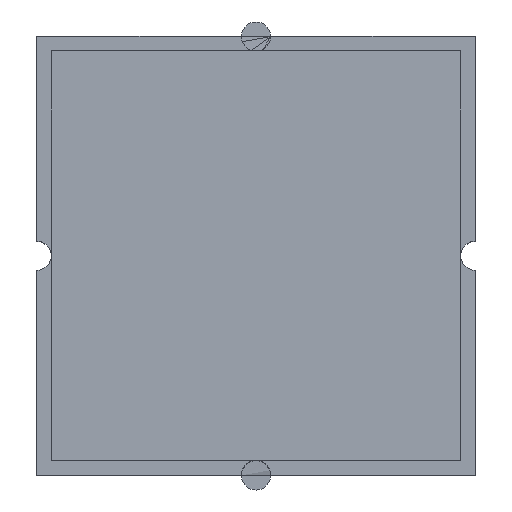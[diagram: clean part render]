
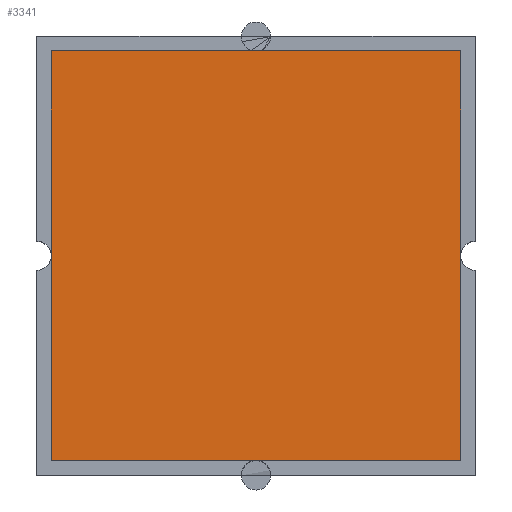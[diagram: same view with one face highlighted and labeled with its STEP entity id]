
A CAD part, top view. The second image highlights one B-rep face of the part: STEP entity #3341.
In plain terms, the highlighted planar face has unit normal (0, 0, 1).
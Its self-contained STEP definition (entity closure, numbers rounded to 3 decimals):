
#533 = PLANE('',#534);
#534 = AXIS2_PLACEMENT_3D('',#535,#536,#537);
#535 = CARTESIAN_POINT('',(1.4,-1.4,1.));
#536 = DIRECTION('',(0.,-1.,0.));
#537 = DIRECTION('',(-1.,0.,0.));
#559 = PLANE('',#560);
#560 = AXIS2_PLACEMENT_3D('',#561,#562,#563);
#561 = CARTESIAN_POINT('',(-1.4,-1.4,1.));
#562 = DIRECTION('',(-1.,0.,0.));
#563 = DIRECTION('',(0.,1.,0.));
#1330 = PLANE('',#1331);
#1331 = AXIS2_PLACEMENT_3D('',#1332,#1333,#1334);
#1332 = CARTESIAN_POINT('',(-1.4,1.4,1.));
#1333 = DIRECTION('',(0.,1.,0.));
#1334 = DIRECTION('',(1.,0.,0.));
#1656 = VERTEX_POINT('',#1657);
#1657 = CARTESIAN_POINT('',(-1.4,-1.4,1.25));
#1678 = EDGE_CURVE('',#1656,#1679,#1681,.T.);
#1679 = VERTEX_POINT('',#1680);
#1680 = CARTESIAN_POINT('',(-1.4,1.4,1.25));
#1681 = SURFACE_CURVE('',#1682,(#1686,#1693),.PCURVE_S1.);
#1682 = LINE('',#1683,#1684);
#1683 = CARTESIAN_POINT('',(-1.4,-1.4,1.25));
#1684 = VECTOR('',#1685,1.);
#1685 = DIRECTION('',(0.,1.,0.));
#1686 = PCURVE('',#559,#1687);
#1687 = DEFINITIONAL_REPRESENTATION('',(#1688),#1692);
#1688 = LINE('',#1689,#1690);
#1689 = CARTESIAN_POINT('',(0.,-0.25));
#1690 = VECTOR('',#1691,1.);
#1691 = DIRECTION('',(1.,0.));
#1692 = ( GEOMETRIC_REPRESENTATION_CONTEXT(2) 
PARAMETRIC_REPRESENTATION_CONTEXT() REPRESENTATION_CONTEXT('2D SPACE',''
  ) );
#1693 = PCURVE('',#1694,#1699);
#1694 = PLANE('',#1695);
#1695 = AXIS2_PLACEMENT_3D('',#1696,#1697,#1698);
#1696 = CARTESIAN_POINT('',(0.,0.,1.25)
  );
#1697 = DIRECTION('',(-0.,-0.,-1.));
#1698 = DIRECTION('',(-1.,0.,0.));
#1699 = DEFINITIONAL_REPRESENTATION('',(#1700),#1704);
#1700 = LINE('',#1701,#1702);
#1701 = CARTESIAN_POINT('',(1.4,-1.4));
#1702 = VECTOR('',#1703,1.);
#1703 = DIRECTION('',(0.,1.));
#1704 = ( GEOMETRIC_REPRESENTATION_CONTEXT(2) 
PARAMETRIC_REPRESENTATION_CONTEXT() REPRESENTATION_CONTEXT('2D SPACE',''
  ) );
#1735 = VERTEX_POINT('',#1736);
#1736 = CARTESIAN_POINT('',(1.4,-1.4,1.25));
#1750 = PLANE('',#1751);
#1751 = AXIS2_PLACEMENT_3D('',#1752,#1753,#1754);
#1752 = CARTESIAN_POINT('',(1.4,1.4,1.));
#1753 = DIRECTION('',(1.,0.,0.));
#1754 = DIRECTION('',(0.,-1.,0.));
#1762 = EDGE_CURVE('',#1735,#1656,#1763,.T.);
#1763 = SURFACE_CURVE('',#1764,(#1768,#1775),.PCURVE_S1.);
#1764 = LINE('',#1765,#1766);
#1765 = CARTESIAN_POINT('',(1.4,-1.4,1.25));
#1766 = VECTOR('',#1767,1.);
#1767 = DIRECTION('',(-1.,0.,0.));
#1768 = PCURVE('',#533,#1769);
#1769 = DEFINITIONAL_REPRESENTATION('',(#1770),#1774);
#1770 = LINE('',#1771,#1772);
#1771 = CARTESIAN_POINT('',(0.,-0.25));
#1772 = VECTOR('',#1773,1.);
#1773 = DIRECTION('',(1.,0.));
#1774 = ( GEOMETRIC_REPRESENTATION_CONTEXT(2) 
PARAMETRIC_REPRESENTATION_CONTEXT() REPRESENTATION_CONTEXT('2D SPACE',''
  ) );
#1775 = PCURVE('',#1694,#1776);
#1776 = DEFINITIONAL_REPRESENTATION('',(#1777),#1781);
#1777 = LINE('',#1778,#1779);
#1778 = CARTESIAN_POINT('',(-1.4,-1.4));
#1779 = VECTOR('',#1780,1.);
#1780 = DIRECTION('',(1.,0.));
#1781 = ( GEOMETRIC_REPRESENTATION_CONTEXT(2) 
PARAMETRIC_REPRESENTATION_CONTEXT() REPRESENTATION_CONTEXT('2D SPACE',''
  ) );
#3162 = EDGE_CURVE('',#1679,#3163,#3165,.T.);
#3163 = VERTEX_POINT('',#3164);
#3164 = CARTESIAN_POINT('',(1.4,1.4,1.25));
#3165 = SURFACE_CURVE('',#3166,(#3170,#3177),.PCURVE_S1.);
#3166 = LINE('',#3167,#3168);
#3167 = CARTESIAN_POINT('',(-1.4,1.4,1.25));
#3168 = VECTOR('',#3169,1.);
#3169 = DIRECTION('',(1.,0.,0.));
#3170 = PCURVE('',#1330,#3171);
#3171 = DEFINITIONAL_REPRESENTATION('',(#3172),#3176);
#3172 = LINE('',#3173,#3174);
#3173 = CARTESIAN_POINT('',(0.,-0.25));
#3174 = VECTOR('',#3175,1.);
#3175 = DIRECTION('',(1.,0.));
#3176 = ( GEOMETRIC_REPRESENTATION_CONTEXT(2) 
PARAMETRIC_REPRESENTATION_CONTEXT() REPRESENTATION_CONTEXT('2D SPACE',''
  ) );
#3177 = PCURVE('',#1694,#3178);
#3178 = DEFINITIONAL_REPRESENTATION('',(#3179),#3183);
#3179 = LINE('',#3180,#3181);
#3180 = CARTESIAN_POINT('',(1.4,1.4));
#3181 = VECTOR('',#3182,1.);
#3182 = DIRECTION('',(-1.,0.));
#3183 = ( GEOMETRIC_REPRESENTATION_CONTEXT(2) 
PARAMETRIC_REPRESENTATION_CONTEXT() REPRESENTATION_CONTEXT('2D SPACE',''
  ) );
#3341 = ADVANCED_FACE('',(#3342),#1694,.F.);
#3342 = FACE_BOUND('',#3343,.F.);
#3343 = EDGE_LOOP('',(#3344,#3345,#3346,#3347));
#3344 = ORIENTED_EDGE('',*,*,#1762,.T.);
#3345 = ORIENTED_EDGE('',*,*,#1678,.T.);
#3346 = ORIENTED_EDGE('',*,*,#3162,.T.);
#3347 = ORIENTED_EDGE('',*,*,#3348,.T.);
#3348 = EDGE_CURVE('',#3163,#1735,#3349,.T.);
#3349 = SURFACE_CURVE('',#3350,(#3354,#3361),.PCURVE_S1.);
#3350 = LINE('',#3351,#3352);
#3351 = CARTESIAN_POINT('',(1.4,1.4,1.25));
#3352 = VECTOR('',#3353,1.);
#3353 = DIRECTION('',(0.,-1.,0.));
#3354 = PCURVE('',#1694,#3355);
#3355 = DEFINITIONAL_REPRESENTATION('',(#3356),#3360);
#3356 = LINE('',#3357,#3358);
#3357 = CARTESIAN_POINT('',(-1.4,1.4));
#3358 = VECTOR('',#3359,1.);
#3359 = DIRECTION('',(0.,-1.));
#3360 = ( GEOMETRIC_REPRESENTATION_CONTEXT(2) 
PARAMETRIC_REPRESENTATION_CONTEXT() REPRESENTATION_CONTEXT('2D SPACE',''
  ) );
#3361 = PCURVE('',#1750,#3362);
#3362 = DEFINITIONAL_REPRESENTATION('',(#3363),#3367);
#3363 = LINE('',#3364,#3365);
#3364 = CARTESIAN_POINT('',(0.,-0.25));
#3365 = VECTOR('',#3366,1.);
#3366 = DIRECTION('',(1.,0.));
#3367 = ( GEOMETRIC_REPRESENTATION_CONTEXT(2) 
PARAMETRIC_REPRESENTATION_CONTEXT() REPRESENTATION_CONTEXT('2D SPACE',''
  ) );
